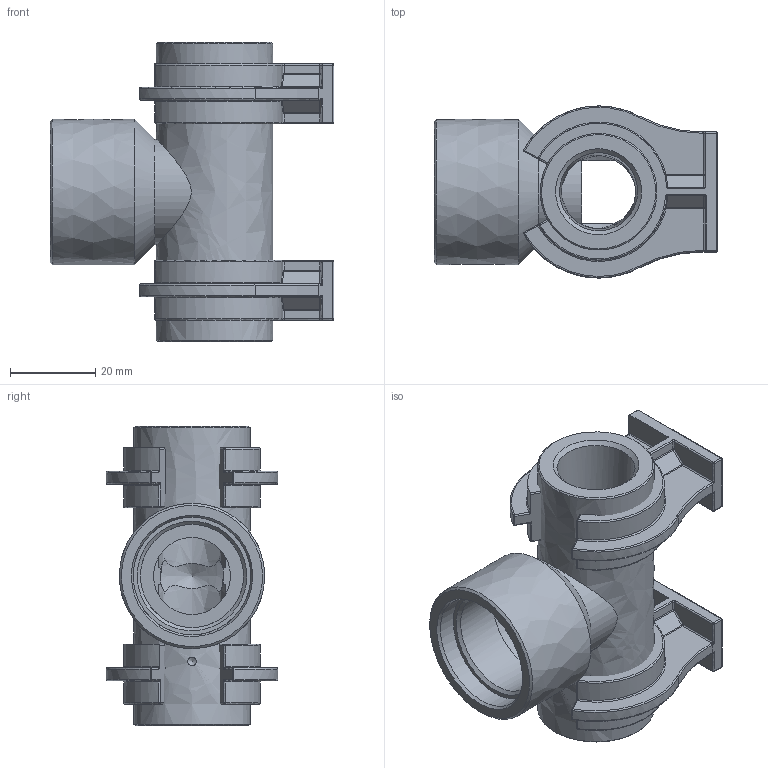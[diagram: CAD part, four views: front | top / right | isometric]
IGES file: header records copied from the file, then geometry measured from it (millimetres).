
Global section: file name: V758-AIS; native system: Autodesk Inventor 2016; preprocessor: unknown; author: sbajwa; date: 20160518.140751; units: millimetre
Bounding box: 66.41 x 40.2 x 70 mm (x, y, z)
Volume: 45448.2 mm3; surface area: 26944.1 mm2
Topology: 4 solids, 4 shells, 373 faces, 882 edges, 454 vertices
Faces by surface type: bspline 373
